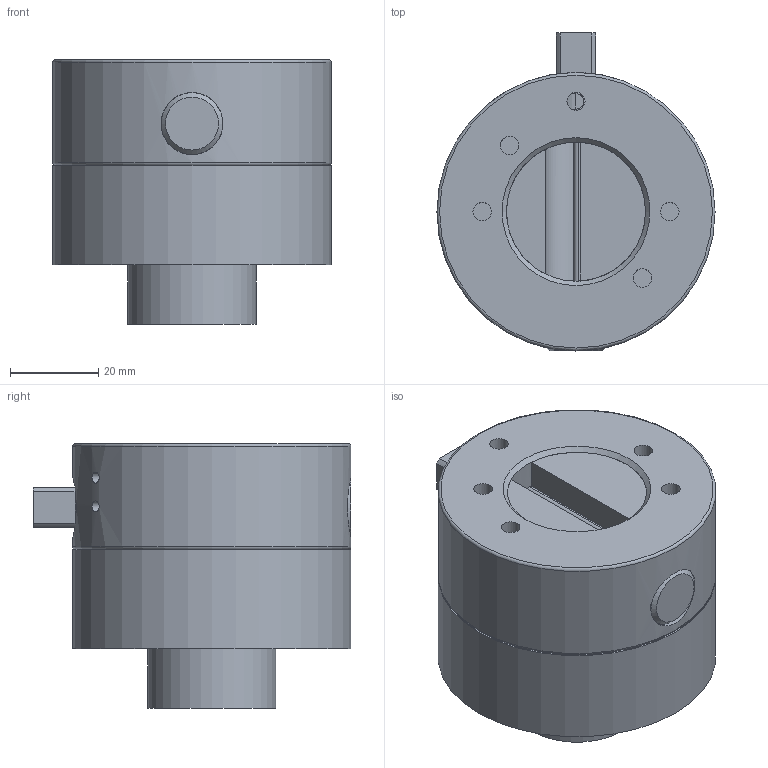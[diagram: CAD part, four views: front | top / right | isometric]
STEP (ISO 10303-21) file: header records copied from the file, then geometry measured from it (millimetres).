
FILE_DESCRIPTION(/* description */ (''),/* implementation_level */ '2;1');
FILE_NAME(/* name */ 'Analyse_IAM.stp',/* time_stamp */ '2025-11-29T10:22:41+01:00',/* author */ ('marku'),/* organization */ (''),/* preprocessor_version */ 'ST-DEVELOPER v20.1',/* originating_system */ 'Autodesk Inventor 2026',/* authorisation */ '');
FILE_SCHEMA (('AUTOMOTIVE_DESIGN { 1 0 10303 214 3 1 1 }'));
Length unit declared in the file: millimetre
Products named in the file (4): Analyse_IAM; SWS063-Rohling; SWS063-Halbbolzen; Werkzeug_Analyse
Assembly tree (3 placements, depth 2):
  Analyse_IAM
    SWS063-Rohling
    SWS063-Halbbolzen
    Werkzeug_Analyse
Bounding box: 63 x 72 x 60 mm (x, y, z)
Volume: 146299.3 mm3; surface area: 32430 mm2
Topology: 3 solids, 3 shells, 72 faces, 179 edges, 116 vertices
Faces by surface type: cylinder 31, plane 29, torus 4, cone 4, bspline 4
Full cylindrical faces by diameter (mm): 2.5 x2, 4.134 x1, 4.2 x4, 9.5 x4, 14 x1, 14.04 x2, 29 x1, 31.5 x2, 63 x2
Entity records: 2943 total; most frequent: CARTESIAN_POINT 951, DIRECTION 377, ORIENTED_EDGE 358, EDGE_CURVE 179, AXIS2_PLACEMENT_3D 156, VERTEX_POINT 116, EDGE_LOOP 95, CIRCLE 81
